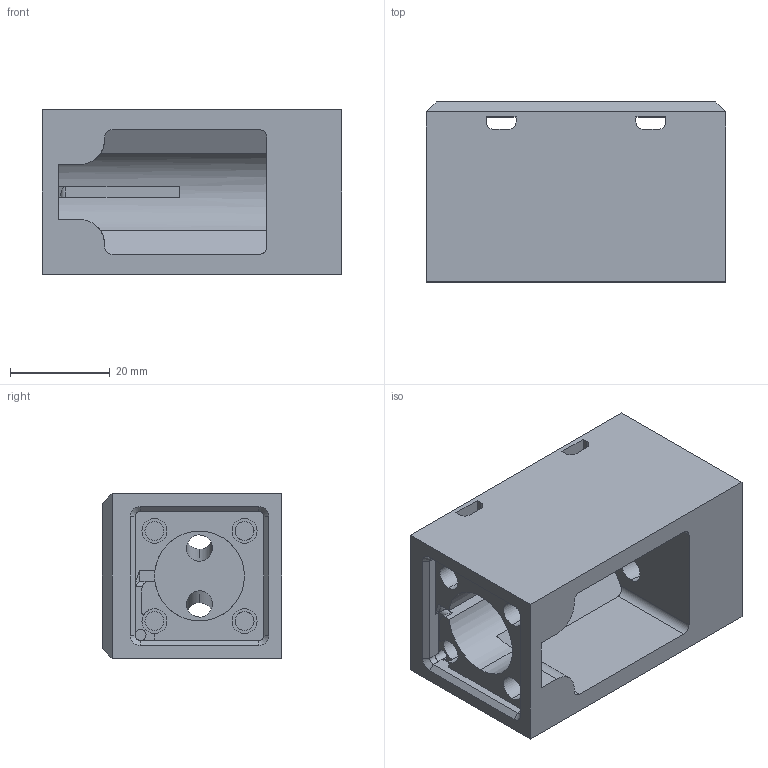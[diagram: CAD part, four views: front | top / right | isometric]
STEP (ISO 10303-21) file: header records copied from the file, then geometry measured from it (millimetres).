
FILE_DESCRIPTION (( 'STEP AP214' ), '1' );
FILE_NAME ('balun11yagi.STEP', '2025-11-07T08:53:30', ( '' ), ( '' ), 'SwSTEP 2.0', 'SolidWorks 2023', '' );
FILE_SCHEMA (( 'AUTOMOTIVE_DESIGN' ));
Length unit declared in the file: millimetre
Products named in the file (1): balun11yagi
Bounding box: 60 x 36 x 33 mm (x, y, z)
Volume: 44863.1 mm3; surface area: 15240.6 mm2
Topology: 1 solids, 1 shells, 104 faces, 277 edges, 178 vertices
Faces by surface type: plane 57, cylinder 43, cone 4
Entity records: 3413 total; most frequent: CARTESIAN_POINT 770, ORIENTED_EDGE 554, DIRECTION 539, EDGE_CURVE 277, AXIS2_PLACEMENT_3D 183, VERTEX_POINT 178, LINE 173, VECTOR 173
